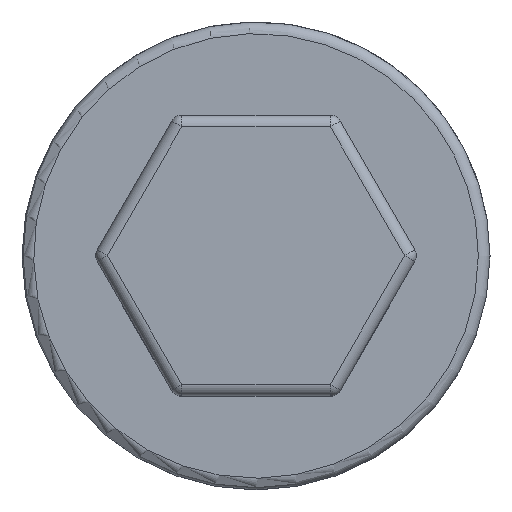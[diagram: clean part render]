
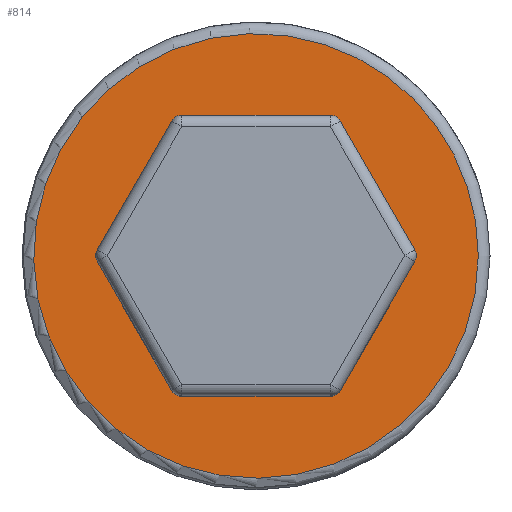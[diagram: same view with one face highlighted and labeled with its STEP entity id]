
A CAD part, top view. The second image highlights one B-rep face of the part: STEP entity #814.
In plain terms, the highlighted planar face has unit normal (0, 0, 1).
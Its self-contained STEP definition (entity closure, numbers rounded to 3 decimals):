
#283=CARTESIAN_POINT('',(3.392,-0.125,1.));
#284=VERTEX_POINT('',#283);
#285=CARTESIAN_POINT('',(3.392,0.125,1.));
#286=VERTEX_POINT('',#285);
#287=CARTESIAN_POINT('',(3.175,0.,1.));
#288=DIRECTION('',(0.866,-0.5,0.));
#289=DIRECTION('',(0.,0.,1.));
#290=AXIS2_PLACEMENT_3D('',#287,#289,#288);
#291=CIRCLE('',#290,0.25);
#292=EDGE_CURVE('',#284,#286,#291,.T.);
#407=CARTESIAN_POINT('',(1.804,2.875,1.));
#408=VERTEX_POINT('',#407);
#409=CARTESIAN_POINT('',(1.588,3.,1.));
#410=VERTEX_POINT('',#409);
#411=CARTESIAN_POINT('',(1.588,2.75,1.));
#412=DIRECTION('',(0.866,0.5,0.));
#413=DIRECTION('',(0.,0.,1.));
#414=AXIS2_PLACEMENT_3D('',#411,#413,#412);
#415=CIRCLE('',#414,0.25);
#416=EDGE_CURVE('',#408,#410,#415,.T.);
#461=CARTESIAN_POINT('',(-1.588,3.,1.));
#462=VERTEX_POINT('',#461);
#463=CARTESIAN_POINT('',(-1.804,2.875,1.));
#464=VERTEX_POINT('',#463);
#465=CARTESIAN_POINT('',(-1.588,2.75,1.));
#466=DIRECTION('',(0.,1.,0.));
#467=DIRECTION('',(0.,0.,1.));
#468=AXIS2_PLACEMENT_3D('',#465,#467,#466);
#469=CIRCLE('',#468,0.25);
#470=EDGE_CURVE('',#462,#464,#469,.T.);
#515=CARTESIAN_POINT('',(-3.392,0.125,1.));
#516=VERTEX_POINT('',#515);
#517=CARTESIAN_POINT('',(-3.392,-0.125,1.));
#518=VERTEX_POINT('',#517);
#519=CARTESIAN_POINT('',(-3.175,0.,1.));
#520=DIRECTION('',(-0.866,0.5,0.));
#521=DIRECTION('',(0.,0.,1.));
#522=AXIS2_PLACEMENT_3D('',#519,#521,#520);
#523=CIRCLE('',#522,0.25);
#524=EDGE_CURVE('',#516,#518,#523,.T.);
#591=CARTESIAN_POINT('',(1.588,-3.,1.));
#592=VERTEX_POINT('',#591);
#593=CARTESIAN_POINT('',(1.804,-2.875,1.));
#594=VERTEX_POINT('',#593);
#595=CARTESIAN_POINT('',(1.588,-2.75,1.));
#596=DIRECTION('',(0.,-1.,0.));
#597=DIRECTION('',(0.,0.,1.));
#598=AXIS2_PLACEMENT_3D('',#595,#597,#596);
#599=CIRCLE('',#598,0.25);
#600=EDGE_CURVE('',#592,#594,#599,.T.);
#623=CARTESIAN_POINT('',(-1.804,-2.875,1.));
#624=VERTEX_POINT('',#623);
#625=CARTESIAN_POINT('',(-1.588,-3.,1.));
#626=VERTEX_POINT('',#625);
#627=CARTESIAN_POINT('',(-1.588,-2.75,1.));
#628=DIRECTION('',(-0.866,-0.5,0.));
#629=DIRECTION('',(0.,0.,1.));
#630=AXIS2_PLACEMENT_3D('',#627,#629,#628);
#631=CIRCLE('',#630,0.25);
#632=EDGE_CURVE('',#624,#626,#631,.T.);
#658=CARTESIAN_POINT('',(3.392,0.125,1.));
#659=DIRECTION('',(-0.5,0.866,0.));
#660=VECTOR('',#659,3.175);
#661=LINE('',#658,#660);
#662=EDGE_CURVE('',#286,#408,#661,.T.);
#675=CARTESIAN_POINT('',(1.804,-2.875,1.));
#676=DIRECTION('',(0.5,0.866,0.));
#677=VECTOR('',#676,3.175);
#678=LINE('',#675,#677);
#679=EDGE_CURVE('',#594,#284,#678,.T.);
#692=CARTESIAN_POINT('',(-1.588,-3.,1.));
#693=DIRECTION('',(1.,0.,0.));
#694=VECTOR('',#693,3.175);
#695=LINE('',#692,#694);
#696=EDGE_CURVE('',#626,#592,#695,.T.);
#720=CARTESIAN_POINT('',(4.75,0.,1.));
#721=VERTEX_POINT('',#720);
#722=CARTESIAN_POINT('',(1.468,4.518,1.));
#723=VERTEX_POINT('',#722);
#724=CARTESIAN_POINT('',(0.,0.,1.));
#725=DIRECTION('',(1.,0.,0.));
#726=DIRECTION('',(0.,0.,-1.));
#727=AXIS2_PLACEMENT_3D('',#724,#726,#725);
#728=CIRCLE('',#727,4.75);
#729=EDGE_CURVE('',#721,#723,#728,.T.);
#766=CARTESIAN_POINT('',(0.,0.,1.));
#767=DIRECTION('',(0.309,0.951,0.));
#768=DIRECTION('',(0.,0.,-1.));
#769=AXIS2_PLACEMENT_3D('',#766,#768,#767);
#770=CIRCLE('',#769,4.75);
#771=EDGE_CURVE('',#723,#721,#770,.T.);
#776=CARTESIAN_POINT('',(0.,0.,1.));
#777=DIRECTION('',(1.,0.,0.));
#778=DIRECTION('',(0.,0.,1.));
#779=AXIS2_PLACEMENT_3D('',#776,#778,#777);
#780=PLANE('',#779);
#781=ORIENTED_EDGE('',*,*,#771,.F.);
#782=ORIENTED_EDGE('',*,*,#729,.F.);
#783=EDGE_LOOP('',(#781,#782));
#784=FACE_OUTER_BOUND('',#783,.T.);
#785=ORIENTED_EDGE('',*,*,#600,.F.);
#786=ORIENTED_EDGE('',*,*,#696,.F.);
#787=ORIENTED_EDGE('',*,*,#632,.F.);
#788=CARTESIAN_POINT('',(-1.804,-2.875,1.));
#789=DIRECTION('',(-0.5,0.866,0.));
#790=VECTOR('',#789,3.175);
#791=LINE('',#788,#790);
#792=EDGE_CURVE('',#624,#518,#791,.T.);
#793=ORIENTED_EDGE('E66',*,*,#792,.T.);
#794=ORIENTED_EDGE('E66',*,*,#524,.F.);
#795=CARTESIAN_POINT('',(-3.392,0.125,1.));
#796=DIRECTION('',(0.5,0.866,0.));
#797=VECTOR('',#796,3.175);
#798=LINE('',#795,#797);
#799=EDGE_CURVE('',#516,#464,#798,.T.);
#800=ORIENTED_EDGE('E67',*,*,#799,.T.);
#801=ORIENTED_EDGE('E67',*,*,#470,.F.);
#802=CARTESIAN_POINT('',(-1.588,3.,1.));
#803=DIRECTION('',(1.,0.,0.));
#804=VECTOR('',#803,3.175);
#805=LINE('',#802,#804);
#806=EDGE_CURVE('',#462,#410,#805,.T.);
#807=ORIENTED_EDGE('E68',*,*,#806,.T.);
#808=ORIENTED_EDGE('E68',*,*,#416,.F.);
#809=ORIENTED_EDGE('E68',*,*,#662,.F.);
#810=ORIENTED_EDGE('E68',*,*,#292,.F.);
#811=ORIENTED_EDGE('E68',*,*,#679,.F.);
#812=EDGE_LOOP('',(#785,#786,#787,#793,#794,#800,#801,#807,#808,#809,#810,#811));
#813=FACE_BOUND('',#812,.T.);
#814=ADVANCED_FACE('F27',(#784,#813),#780,.T.);
